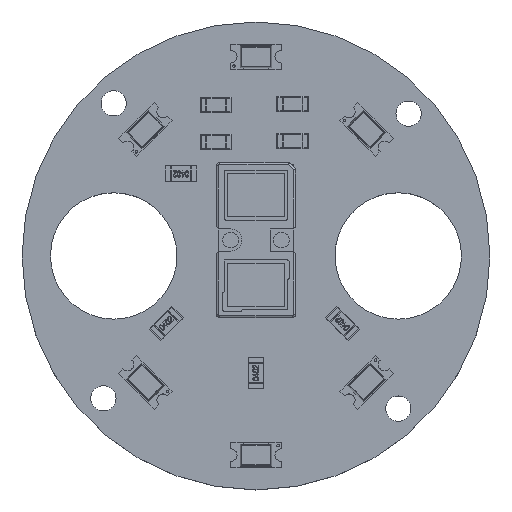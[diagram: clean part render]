
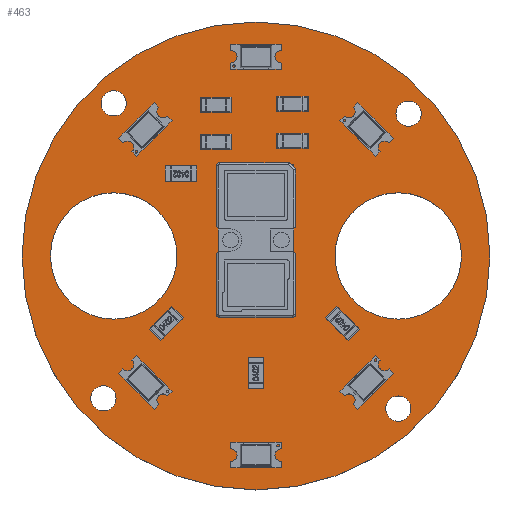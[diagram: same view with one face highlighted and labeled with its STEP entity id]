
A CAD part, top view. The second image highlights one B-rep face of the part: STEP entity #463.
In plain terms, the highlighted planar face has unit normal (0, 0, 1).
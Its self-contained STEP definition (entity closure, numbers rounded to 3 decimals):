
#144 = VERTEX_POINT('',#145);
#145 = CARTESIAN_POINT('',(7.4,0.,1.515));
#151 = EDGE_CURVE('',#144,#144,#152,.T.);
#152 = CIRCLE('',#153,7.4);
#153 = AXIS2_PLACEMENT_3D('',#154,#155,#156);
#154 = CARTESIAN_POINT('',(0.,0.,1.515));
#155 = DIRECTION('',(0.,0.,1.));
#156 = DIRECTION('',(1.,0.,-0.));
#177 = VERTEX_POINT('',#178);
#178 = CARTESIAN_POINT('',(-4.428,-4.5,1.515));
#184 = EDGE_CURVE('',#177,#177,#185,.T.);
#185 = CIRCLE('',#186,0.4);
#186 = AXIS2_PLACEMENT_3D('',#187,#188,#189);
#187 = CARTESIAN_POINT('',(-4.828,-4.5,1.515));
#188 = DIRECTION('',(0.,0.,1.));
#189 = DIRECTION('',(1.,0.,-0.));
#210 = VERTEX_POINT('',#211);
#211 = CARTESIAN_POINT('',(-4.1,4.828,1.515));
#217 = EDGE_CURVE('',#210,#210,#218,.T.);
#218 = CIRCLE('',#219,0.4);
#219 = AXIS2_PLACEMENT_3D('',#220,#221,#222);
#220 = CARTESIAN_POINT('',(-4.5,4.828,1.515));
#221 = DIRECTION('',(0.,0.,1.));
#222 = DIRECTION('',(1.,0.,-0.));
#243 = VERTEX_POINT('',#244);
#244 = CARTESIAN_POINT('',(-4.505,2.,1.515));
#250 = EDGE_CURVE('',#243,#251,#253,.T.);
#251 = VERTEX_POINT('',#252);
#252 = CARTESIAN_POINT('',(-6.5,0.,1.515));
#253 = CIRCLE('',#254,1.994);
#254 = AXIS2_PLACEMENT_3D('',#255,#256,#257);
#255 = CARTESIAN_POINT('',(-4.506,0.006,1.515
    ));
#256 = DIRECTION('',(0.,0.,1.));
#257 = DIRECTION('',(0.001,1.,-0.));
#283 = EDGE_CURVE('',#251,#243,#284,.T.);
#284 = CIRCLE('',#285,2.);
#285 = AXIS2_PLACEMENT_3D('',#286,#287,#288);
#286 = CARTESIAN_POINT('',(-4.5,0.,1.515
    ));
#287 = DIRECTION('',(-0.,0.,1.));
#288 = DIRECTION('',(-1.,0.,-0.));
#309 = VERTEX_POINT('',#310);
#310 = CARTESIAN_POINT('',(4.9,-4.828,1.515));
#316 = EDGE_CURVE('',#309,#309,#317,.T.);
#317 = CIRCLE('',#318,0.4);
#318 = AXIS2_PLACEMENT_3D('',#319,#320,#321);
#319 = CARTESIAN_POINT('',(4.5,-4.828,1.515));
#320 = DIRECTION('',(0.,0.,1.));
#321 = DIRECTION('',(1.,0.,-0.));
#342 = VERTEX_POINT('',#343);
#343 = CARTESIAN_POINT('',(5.228,4.5,1.515));
#349 = EDGE_CURVE('',#342,#342,#350,.T.);
#350 = CIRCLE('',#351,0.4);
#351 = AXIS2_PLACEMENT_3D('',#352,#353,#354);
#352 = CARTESIAN_POINT('',(4.828,4.5,1.515));
#353 = DIRECTION('',(0.,0.,1.));
#354 = DIRECTION('',(1.,0.,-0.));
#375 = VERTEX_POINT('',#376);
#376 = CARTESIAN_POINT('',(4.495,2.,1.515));
#382 = EDGE_CURVE('',#375,#383,#385,.T.);
#383 = VERTEX_POINT('',#384);
#384 = CARTESIAN_POINT('',(2.5,0.,1.515));
#385 = CIRCLE('',#386,1.994);
#386 = AXIS2_PLACEMENT_3D('',#387,#388,#389);
#387 = CARTESIAN_POINT('',(4.494,0.006,1.515)
  );
#388 = DIRECTION('',(0.,0.,1.));
#389 = DIRECTION('',(0.001,1.,-0.));
#415 = EDGE_CURVE('',#383,#375,#416,.T.);
#416 = CIRCLE('',#417,2.);
#417 = AXIS2_PLACEMENT_3D('',#418,#419,#420);
#418 = CARTESIAN_POINT('',(4.5,0.,1.515)
  );
#419 = DIRECTION('',(-0.,0.,1.));
#420 = DIRECTION('',(-1.,0.,-0.));
#463 = ADVANCED_FACE('',(#464,#467,#470,#473,#477,#480,#483),#487,.T.);
#464 = FACE_BOUND('',#465,.T.);
#465 = EDGE_LOOP('',(#466));
#466 = ORIENTED_EDGE('',*,*,#151,.T.);
#467 = FACE_BOUND('',#468,.T.);
#468 = EDGE_LOOP('',(#469));
#469 = ORIENTED_EDGE('',*,*,#184,.F.);
#470 = FACE_BOUND('',#471,.T.);
#471 = EDGE_LOOP('',(#472));
#472 = ORIENTED_EDGE('',*,*,#217,.F.);
#473 = FACE_BOUND('',#474,.T.);
#474 = EDGE_LOOP('',(#475,#476));
#475 = ORIENTED_EDGE('',*,*,#250,.F.);
#476 = ORIENTED_EDGE('',*,*,#283,.F.);
#477 = FACE_BOUND('',#478,.T.);
#478 = EDGE_LOOP('',(#479));
#479 = ORIENTED_EDGE('',*,*,#316,.F.);
#480 = FACE_BOUND('',#481,.T.);
#481 = EDGE_LOOP('',(#482));
#482 = ORIENTED_EDGE('',*,*,#349,.F.);
#483 = FACE_BOUND('',#484,.T.);
#484 = EDGE_LOOP('',(#485,#486));
#485 = ORIENTED_EDGE('',*,*,#382,.F.);
#486 = ORIENTED_EDGE('',*,*,#415,.F.);
#487 = PLANE('',#488);
#488 = AXIS2_PLACEMENT_3D('',#489,#490,#491);
#489 = CARTESIAN_POINT('',(0.,0.,
    1.515));
#490 = DIRECTION('',(0.,0.,1.));
#491 = DIRECTION('',(1.,0.,-0.));
